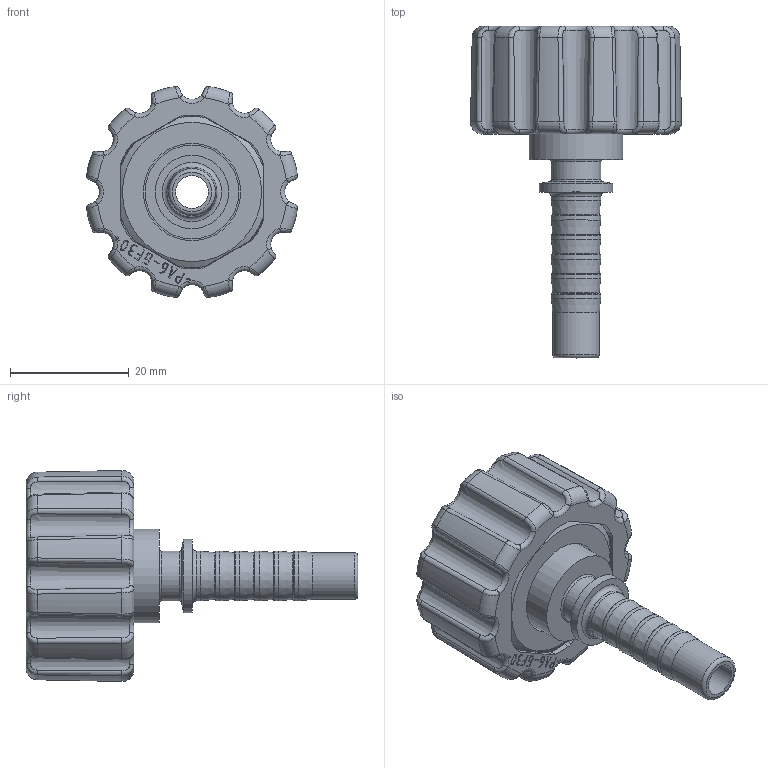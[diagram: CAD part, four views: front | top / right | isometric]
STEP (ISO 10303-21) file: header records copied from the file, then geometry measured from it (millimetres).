
FILE_DESCRIPTION(('Open CASCADE Model'),'2;1');
FILE_NAME('Open CASCADE Shape Model','2022-12-15T08:37:46',('Author'),( 'Open CASCADE'),'Open CASCADE STEP processor 6.5','Open CASCADE 6.5' ,'Unknown');
FILE_SCHEMA(('AUTOMOTIVE_DESIGN { 1 0 10303 214 1 1 1 1 }'));
Length unit declared in the file: millimetre
Products named in the file (609): CADSOFTTOOLS 1; CADSOFTTOOLS 1.1; CADSOFTTOOLS 1.2; CADSOFTTOOLS 1.3; CADSOFTTOOLS 1.4; CADSOFTTOOLS 1.5; CADSOFTTOOLS 1.6; CADSOFTTOOLS 1.7; CADSOFTTOOLS 1.8; CADSOFTTOOLS 1.9; CADSOFTTOOLS 1.10; CADSOFTTOOLS 1.11; CADSOFTTOOLS 1.12; CADSOFTTOOLS 1.13; CADSOFTTOOLS 1.14; CADSOFTTOOLS 1.15; CADSOFTTOOLS 1.16; CADSOFTTOOLS 1.17; CADSOFTTOOLS 1.18; CADSOFTTOOLS 1.19; CADSOFTTOOLS 1.20; CADSOFTTOOLS 1.21; CADSOFTTOOLS 1.22; CADSOFTTOOLS 1.23; CADSOFTTOOLS 1.24; CADSOFTTOOLS 1.25; CADSOFTTOOLS 1.26; CADSOFTTOOLS 1.27; CADSOFTTOOLS 1.28; CADSOFTTOOLS 1.29; CADSOFTTOOLS 1.30; CADSOFTTOOLS 1.31; CADSOFTTOOLS 1.32; CADSOFTTOOLS 1.33; CADSOFTTOOLS 1.34; CADSOFTTOOLS 1.35; CADSOFTTOOLS 1.36; CADSOFTTOOLS 1.37; CADSOFTTOOLS 1.38; CADSOFTTOOLS 1.39 ...
Assembly tree (608 placements, depth 2):
  CADSOFTTOOLS 1
    CADSOFTTOOLS 1.1
    CADSOFTTOOLS 1.2
    CADSOFTTOOLS 1.3
    CADSOFTTOOLS 1.4
    CADSOFTTOOLS 1.5
    CADSOFTTOOLS 1.6
    CADSOFTTOOLS 1.7
    CADSOFTTOOLS 1.8
    CADSOFTTOOLS 1.9
    CADSOFTTOOLS 1.10
    CADSOFTTOOLS 1.11
    CADSOFTTOOLS 1.12
    CADSOFTTOOLS 1.13
    CADSOFTTOOLS 1.14
    CADSOFTTOOLS 1.15
    CADSOFTTOOLS 1.16
    CADSOFTTOOLS 1.17
    CADSOFTTOOLS 1.18
    CADSOFTTOOLS 1.19
    CADSOFTTOOLS 1.20
    CADSOFTTOOLS 1.21
    CADSOFTTOOLS 1.22
    CADSOFTTOOLS 1.23
    CADSOFTTOOLS 1.24
    CADSOFTTOOLS 1.25
    CADSOFTTOOLS 1.26
    CADSOFTTOOLS 1.27
    CADSOFTTOOLS 1.28
    CADSOFTTOOLS 1.29
    CADSOFTTOOLS 1.30
    CADSOFTTOOLS 1.31
    CADSOFTTOOLS 1.32
    CADSOFTTOOLS 1.33
    CADSOFTTOOLS 1.34
    CADSOFTTOOLS 1.35
    CADSOFTTOOLS 1.36
    CADSOFTTOOLS 1.37
    CADSOFTTOOLS 1.38
    CADSOFTTOOLS 1.39
    CADSOFTTOOLS 1.40
    CADSOFTTOOLS 1.41
    CADSOFTTOOLS 1.42
    CADSOFTTOOLS 1.43
    CADSOFTTOOLS 1.44
    CADSOFTTOOLS 1.45
    CADSOFTTOOLS 1.46
    CADSOFTTOOLS 1.47
    CADSOFTTOOLS 1.48
    CADSOFTTOOLS 1.49
    CADSOFTTOOLS 1.50
    CADSOFTTOOLS 1.51
    CADSOFTTOOLS 1.52
    CADSOFTTOOLS 1.53
    CADSOFTTOOLS 1.54
    CADSOFTTOOLS 1.55
    CADSOFTTOOLS 1.56
    CADSOFTTOOLS 1.57
    CADSOFTTOOLS 1.58
    CADSOFTTOOLS 1.59
Bounding box: 35.63 x 56 x 35.63 mm (x, y, z)
Surface area: 10607.4 mm2 (no closed solid volume)
Topology: 0 solids, 608 shells, 608 faces, 2959 edges, 2900 vertices
Faces by surface type: bspline 237, plane 221, torus 65, cylinder 43, cone 42
Full cylindrical faces by diameter (mm): 5.5 x1, 7.9 x1, 8.4 x7, 10.3 x1, 12.4 x1, 14 x2, 15.8 x1, 16.4 x1, 19 x1, 20.376 x1, 24 x1, 24.2 x1
Entity records: 94024 total; most frequent: CARTESIAN_POINT 48153, DIRECTION 5757, ORIENTED_EDGE 3018, PCURVE 3018, DEFINITIONAL_REPRESENTATION 3018, EDGE_CURVE 2959, VERTEX_POINT 2900, SURFACE_CURVE 2900
